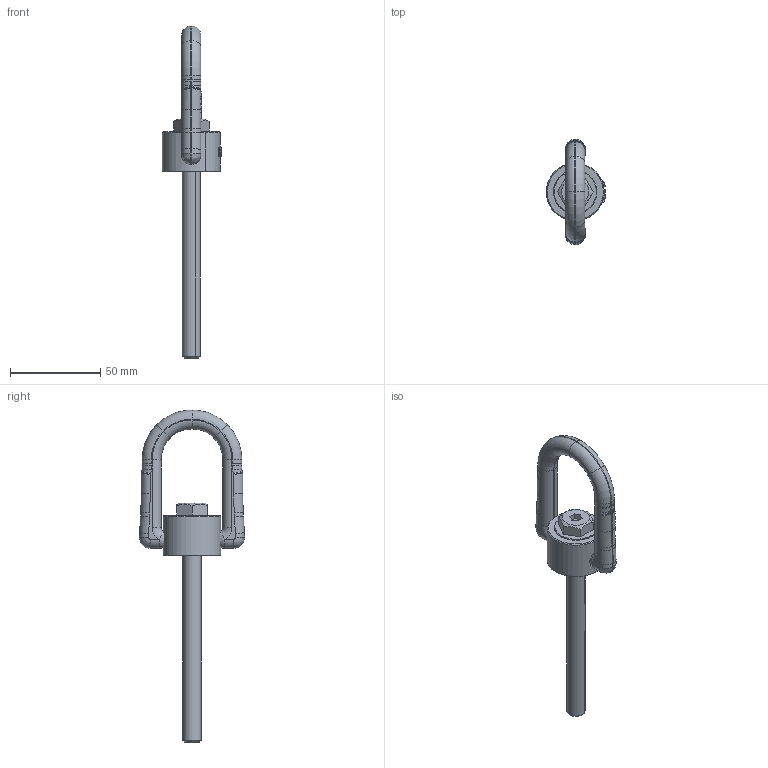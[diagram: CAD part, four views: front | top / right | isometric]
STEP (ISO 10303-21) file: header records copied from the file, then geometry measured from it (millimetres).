
FILE_DESCRIPTION(('CATIA V5 STEP Exchange'),'2;1');
FILE_NAME('8-231-007_125L.stp','2017-09-25T03:10:35+00:00',('none'),('none'),'CATIA Version 5 Release 21 GA (IN-10)','CATIA V5 STEP AP203','none');
FILE_SCHEMA(('CONFIG_CONTROL_DESIGN'));
Length unit declared in the file: millimetre
Products named in the file (1): 8-231-007
Bounding box: 32.8 x 58.16 x 183.6 mm (x, y, z)
Volume: 43261.9 mm3; surface area: 13213.9 mm2
Topology: 1 solids, 1 shells, 424 faces, 1163 edges, 746 vertices
Faces by surface type: plane 287, cylinder 71, torus 32, bspline 12, cone 10, sphere 8, extrusion 4
Entity records: 14861 total; most frequent: CARTESIAN_POINT 5069, ORIENTED_EDGE 2318, DIRECTION 1524, EDGE_CURVE 1159, VERTEX_POINT 746, VECTOR 615, LINE 611, AXIS2_PLACEMENT_3D 544
